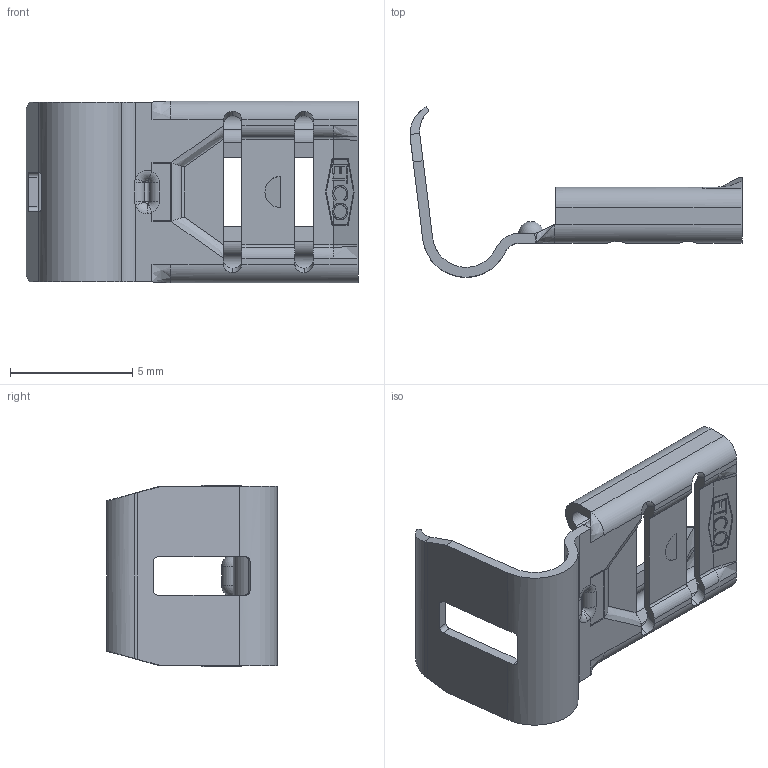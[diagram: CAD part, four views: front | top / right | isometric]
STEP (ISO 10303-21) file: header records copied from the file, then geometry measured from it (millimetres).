
FILE_DESCRIPTION (( 'STEP AP203' ), '1' );
FILE_NAME ('07832.STEP', '2015-02-18T16:43:27', ( '' ), ( '' ), 'SwSTEP 2.0', 'SolidWorks 2014', '' );
FILE_SCHEMA (( 'CONFIG_CONTROL_DESIGN' ));
Length unit declared in the file: inch
Products named in the file (1): 07832
Bounding box: 13.59 x 6.98 x 7.44 mm (x, y, z)
Volume: 72.2 mm3; surface area: 410.8 mm2
Topology: 1 solids, 1 shells, 309 faces, 894 edges, 578 vertices
Faces by surface type: plane 139, cylinder 77, bspline 72, cone 12, torus 5, sphere 4
Entity records: 12877 total; most frequent: CARTESIAN_POINT 5471, ORIENTED_EDGE 1774, DIRECTION 1177, EDGE_CURVE 887, VERTEX_POINT 578, LINE 477, VECTOR 477, AXIS2_PLACEMENT_3D 350
